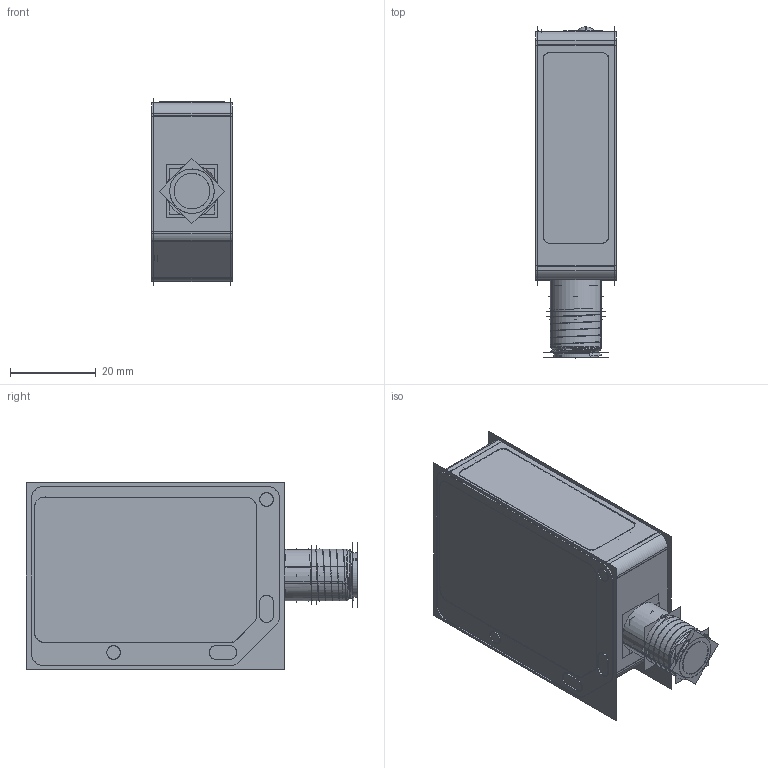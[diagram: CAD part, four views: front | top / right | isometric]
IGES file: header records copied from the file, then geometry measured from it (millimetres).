
Start section:  PTC IGES file: 188710.igs
Global section: file name: 188710.igs; native system: Creo Parametric by Parametric Technology Corporation; preprocessor: 2013230; author: pdmadmin; organization: Unknown; date: 20151106.065627; units: millimetre
Bounding box: 18.73 x 77.35 x 43.59 mm (x, y, z)
Volume: 16833.3 mm3; surface area: 122822.5 mm2
Topology: 7 solids, 7 shells, 826 faces, 4140 edges, 5190 vertices
Faces by surface type: bspline 448, revolution 378
